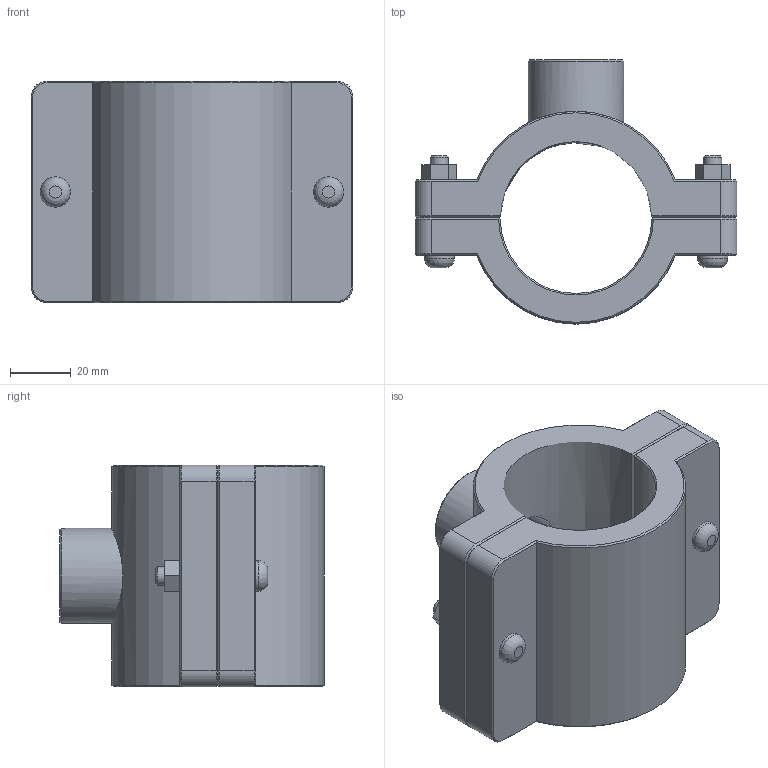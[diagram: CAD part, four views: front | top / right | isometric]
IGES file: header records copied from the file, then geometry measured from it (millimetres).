
Global section: file name: 160760050007_160860050007.ipt; native system: Autodesk Inventor 2015; preprocessor: unknown; author: KIM; date: 20170618.093454; units: millimetre
Bounding box: 106 x 87 x 73 mm (x, y, z)
Volume: 208564.9 mm3; surface area: 49747.3 mm2
Topology: 1 solids, 1 shells, 113 faces, 263 edges, 162 vertices
Faces by surface type: plane 64, cone 23, cylinder 17, revolution 9
Full cylindrical faces by diameter (mm): 6 x2, 10 x4, 31.352 x1
